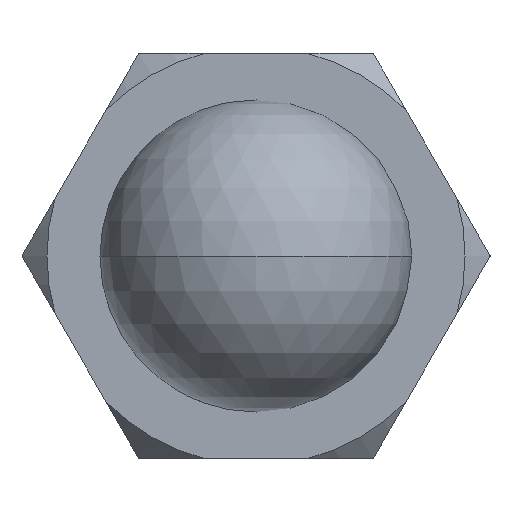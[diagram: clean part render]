
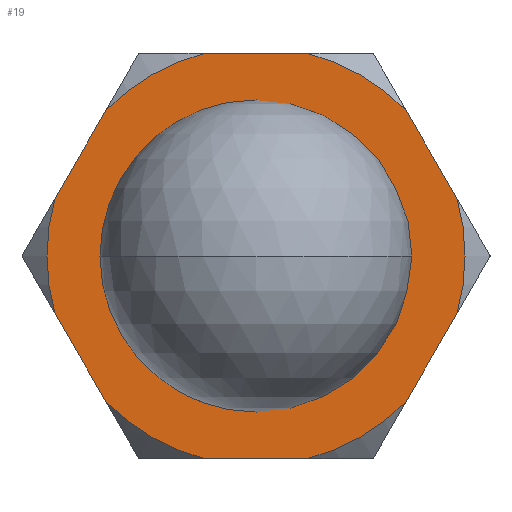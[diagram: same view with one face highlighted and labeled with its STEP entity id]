
A CAD part, left-side view. The second image highlights one B-rep face of the part: STEP entity #19.
In plain terms, the highlighted planar face has unit normal (-1, 0, 0).
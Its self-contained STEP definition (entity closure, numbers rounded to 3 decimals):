
#2 = DIRECTION ( 'NONE',  ( 0., 1., 0. ) ) ;
#3 = CARTESIAN_POINT ( 'NONE',  ( -5., 6.7, -6.5 ) ) ;
#13 = CARTESIAN_POINT ( 'NONE',  ( -5., 7.304, -0.349 ) ) ;
#14 = CARTESIAN_POINT ( 'NONE',  ( -5., -3.954, -6.151 ) ) ;
#18 = DIRECTION ( 'NONE',  ( 0., 0.5, 0.866 ) ) ;
#19 = ADVANCED_FACE ( 'NONE', ( #1312, #1313 ), #533, .F. ) ;
#29 = CARTESIAN_POINT ( 'NONE',  ( -5., 7.304, 0.349 ) ) ;
#32 = DIRECTION ( 'NONE',  ( 0., -0.5, 0.866 ) ) ;
#47 = ORIENTED_EDGE ( 'NONE', *, *, #500, .F. ) ;
#48 = DIRECTION ( 'NONE',  ( 0., 0., -1. ) ) ;
#51 = DIRECTION ( 'NONE',  ( 1., 0., 0. ) ) ;
#53 = CARTESIAN_POINT ( 'NONE',  ( -5., 0., 0. ) ) ;
#64 = CARTESIAN_POINT ( 'NONE',  ( -5., -6.442, 1.843 ) ) ;
#78 = CARTESIAN_POINT ( 'NONE',  ( -5., 4.817, 4.657 ) ) ;
#99 = AXIS2_PLACEMENT_3D ( 'NONE', #53, #51, #48 ) ;
#100 = DIRECTION ( 'NONE',  ( 0., 0., 1. ) ) ;
#105 = DIRECTION ( 'NONE',  ( -1., 0., 0. ) ) ;
#108 = CARTESIAN_POINT ( 'NONE',  ( -5., 0., 0. ) ) ;
#109 = AXIS2_PLACEMENT_3D ( 'NONE', #108, #105, #100 ) ;
#120 = AXIS2_PLACEMENT_3D ( 'NONE', #151, #150, #149 ) ;
#122 = VERTEX_POINT ( 'NONE', #840 ) ;
#125 = AXIS2_PLACEMENT_3D ( 'NONE', #138, #136, #135 ) ;
#135 = DIRECTION ( 'NONE',  ( 0., 0., 1. ) ) ;
#136 = DIRECTION ( 'NONE',  ( -1., 0., 0. ) ) ;
#138 = CARTESIAN_POINT ( 'NONE',  ( -5., 0., 0. ) ) ;
#149 = DIRECTION ( 'NONE',  ( 0., 0., 1. ) ) ;
#150 = DIRECTION ( 'NONE',  ( -1., 0., 0. ) ) ;
#151 = CARTESIAN_POINT ( 'NONE',  ( -5., 0., 0. ) ) ;
#163 = CARTESIAN_POINT ( 'NONE',  ( -5., 4.817, -4.657 ) ) ;
#172 = CARTESIAN_POINT ( 'NONE',  ( -5., -6.442, -1.843 ) ) ;
#208 = ORIENTED_EDGE ( 'NONE', *, *, #1354, .T. ) ;
#220 = DIRECTION ( 'NONE',  ( 0., 0., 1. ) ) ;
#221 = DIRECTION ( 'NONE',  ( -1., 0., 0. ) ) ;
#223 = CARTESIAN_POINT ( 'NONE',  ( -5., 0., 0. ) ) ;
#225 = AXIS2_PLACEMENT_3D ( 'NONE', #223, #221, #220 ) ;
#226 = AXIS2_PLACEMENT_3D ( 'NONE', #262, #1077, #259 ) ;
#228 = AXIS2_PLACEMENT_3D ( 'NONE', #280, #279, #277 ) ;
#247 = VECTOR ( 'NONE', #32, 1000. ) ;
#253 = VERTEX_POINT ( 'NONE', #588 ) ;
#259 = DIRECTION ( 'NONE',  ( 0., 0., 1. ) ) ;
#262 = CARTESIAN_POINT ( 'NONE',  ( -5., 0., 0. ) ) ;
#266 = ORIENTED_EDGE ( 'NONE', *, *, #1390, .T. ) ;
#277 = DIRECTION ( 'NONE',  ( 0., 0., 1. ) ) ;
#279 = DIRECTION ( 'NONE',  ( -1., 0., 0. ) ) ;
#280 = CARTESIAN_POINT ( 'NONE',  ( -5., 0., 0. ) ) ;
#301 = ORIENTED_EDGE ( 'NONE', *, *, #1287, .T. ) ;
#312 = VERTEX_POINT ( 'NONE', #996 ) ;
#343 = CIRCLE ( 'NONE', #225, 6.7 ) ;
#375 = ORIENTED_EDGE ( 'NONE', *, *, #1432, .F. ) ;
#381 = ORIENTED_EDGE ( 'NONE', *, *, #1375, .T. ) ;
#385 = CIRCLE ( 'NONE', #226, 6.7 ) ;
#398 = CARTESIAN_POINT ( 'NONE',  ( -5., -3.954, 6.151 ) ) ;
#411 = ORIENTED_EDGE ( 'NONE', *, *, #990, .T. ) ;
#486 = CARTESIAN_POINT ( 'NONE',  ( -5., 6.442, -1.843 ) ) ;
#490 = VECTOR ( 'NONE', #937, 1000. ) ;
#500 = EDGE_CURVE ( 'NONE', #122, #969, #1185, .T. ) ;
#532 = AXIS2_PLACEMENT_3D ( 'NONE', #1013, #1010, #1009 ) ;
#533 = PLANE ( 'NONE',  #715 ) ;
#542 = ORIENTED_EDGE ( 'NONE', *, *, #1413, .F. ) ;
#544 = EDGE_CURVE ( 'NONE', #743, #1385, #1189, .T. ) ;
#572 = VECTOR ( 'NONE', #1257, 1000. ) ;
#584 = VECTOR ( 'NONE', #18, 1000. ) ;
#588 = CARTESIAN_POINT ( 'NONE',  ( -5., -4.817, -4.657 ) ) ;
#589 = DIRECTION ( 'NONE',  ( 0., -1., 0. ) ) ;
#677 = VERTEX_POINT ( 'NONE', #486 ) ;
#691 = ORIENTED_EDGE ( 'NONE', *, *, #1426, .F. ) ;
#708 = EDGE_LOOP ( 'NONE', ( #542, #1241, #1394, #381, #691, #208, #375, #1127, #1039, #1181, #47, #301 ) ) ;
#711 = VERTEX_POINT ( 'NONE', #1201 ) ;
#715 = AXIS2_PLACEMENT_3D ( 'NONE', #994, #1244, #1180 ) ;
#726 = VERTEX_POINT ( 'NONE', #1291 ) ;
#743 = VERTEX_POINT ( 'NONE', #1343 ) ;
#839 = VERTEX_POINT ( 'NONE', #78 ) ;
#840 = CARTESIAN_POINT ( 'NONE',  ( -5., 1.625, 6.5 ) ) ;
#854 = VERTEX_POINT ( 'NONE', #163 ) ;
#867 = CARTESIAN_POINT ( 'NONE',  ( -5., 6.7, 6.5 ) ) ;
#873 = CIRCLE ( 'NONE', #532, 4.5 ) ;
#882 = CARTESIAN_POINT ( 'NONE',  ( -5., -1.625, -6.5 ) ) ;
#937 = DIRECTION ( 'NONE',  ( 0., -0.5, -0.866 ) ) ;
#939 = CIRCLE ( 'NONE', #228, 6.7 ) ;
#969 = VERTEX_POINT ( 'NONE', #1171 ) ;
#980 = VERTEX_POINT ( 'NONE', #1111 ) ;
#990 = EDGE_CURVE ( 'NONE', #312, #726, #873, .T. ) ;
#993 = LINE ( 'NONE', #14, #572 ) ;
#994 = CARTESIAN_POINT ( 'NONE',  ( -5., 6.7, 0. ) ) ;
#996 = CARTESIAN_POINT ( 'NONE',  ( -5., 0., 4.5 ) ) ;
#1009 = DIRECTION ( 'NONE',  ( 0., 0., -1. ) ) ;
#1010 = DIRECTION ( 'NONE',  ( 1., 0., 0. ) ) ;
#1013 = CARTESIAN_POINT ( 'NONE',  ( -5., 0., 0. ) ) ;
#1032 = LINE ( 'NONE', #3, #1420 ) ;
#1039 = ORIENTED_EDGE ( 'NONE', *, *, #544, .F. ) ;
#1041 = VERTEX_POINT ( 'NONE', #882 ) ;
#1062 = EDGE_LOOP ( 'NONE', ( #266, #411 ) ) ;
#1077 = DIRECTION ( 'NONE',  ( -1., 0., 0. ) ) ;
#1111 = CARTESIAN_POINT ( 'NONE',  ( -5., 1.625, -6.5 ) ) ;
#1127 = ORIENTED_EDGE ( 'NONE', *, *, #1341, .T. ) ;
#1133 = CIRCLE ( 'NONE', #99, 4.5 ) ;
#1135 = LINE ( 'NONE', #13, #584 ) ;
#1171 = CARTESIAN_POINT ( 'NONE',  ( -5., -1.625, 6.5 ) ) ;
#1175 = CIRCLE ( 'NONE', #125, 6.7 ) ;
#1180 = DIRECTION ( 'NONE',  ( 0., 0., -1. ) ) ;
#1181 = ORIENTED_EDGE ( 'NONE', *, *, #1299, .T. ) ;
#1185 = LINE ( 'NONE', #867, #1197 ) ;
#1189 = LINE ( 'NONE', #398, #490 ) ;
#1197 = VECTOR ( 'NONE', #589, 1000. ) ;
#1201 = CARTESIAN_POINT ( 'NONE',  ( -5., 6.442, 1.843 ) ) ;
#1241 = ORIENTED_EDGE ( 'NONE', *, *, #1280, .T. ) ;
#1244 = DIRECTION ( 'NONE',  ( 1., 0., 0. ) ) ;
#1257 = DIRECTION ( 'NONE',  ( 0., 0.5, -0.866 ) ) ;
#1280 = EDGE_CURVE ( 'NONE', #711, #677, #939, .T. ) ;
#1287 = EDGE_CURVE ( 'NONE', #122, #839, #385, .T. ) ;
#1291 = CARTESIAN_POINT ( 'NONE',  ( -5., 0., -4.5 ) ) ;
#1299 = EDGE_CURVE ( 'NONE', #743, #969, #343, .T. ) ;
#1312 = FACE_BOUND ( 'NONE', #1062, .T. ) ;
#1313 = FACE_OUTER_BOUND ( 'NONE', #708, .T. ) ;
#1322 = VERTEX_POINT ( 'NONE', #172 ) ;
#1336 = CIRCLE ( 'NONE', #120, 6.7 ) ;
#1341 = EDGE_CURVE ( 'NONE', #1322, #1385, #1336, .T. ) ;
#1343 = CARTESIAN_POINT ( 'NONE',  ( -5., -4.817, 4.657 ) ) ;
#1344 = LINE ( 'NONE', #29, #247 ) ;
#1354 = EDGE_CURVE ( 'NONE', #1041, #253, #1175, .T. ) ;
#1375 = EDGE_CURVE ( 'NONE', #854, #980, #1430, .T. ) ;
#1385 = VERTEX_POINT ( 'NONE', #64 ) ;
#1390 = EDGE_CURVE ( 'NONE', #726, #312, #1133, .T. ) ;
#1394 = ORIENTED_EDGE ( 'NONE', *, *, #1423, .F. ) ;
#1413 = EDGE_CURVE ( 'NONE', #711, #839, #1344, .T. ) ;
#1420 = VECTOR ( 'NONE', #2, 1000. ) ;
#1423 = EDGE_CURVE ( 'NONE', #854, #677, #1135, .T. ) ;
#1426 = EDGE_CURVE ( 'NONE', #1041, #980, #1032, .T. ) ;
#1430 = CIRCLE ( 'NONE', #109, 6.7 ) ;
#1432 = EDGE_CURVE ( 'NONE', #1322, #253, #993, .T. ) ;
